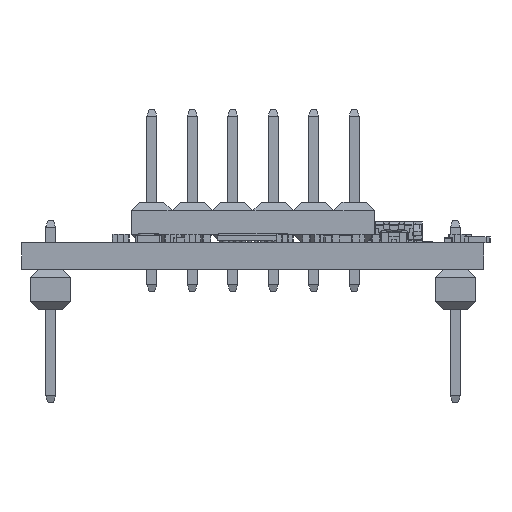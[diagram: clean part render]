
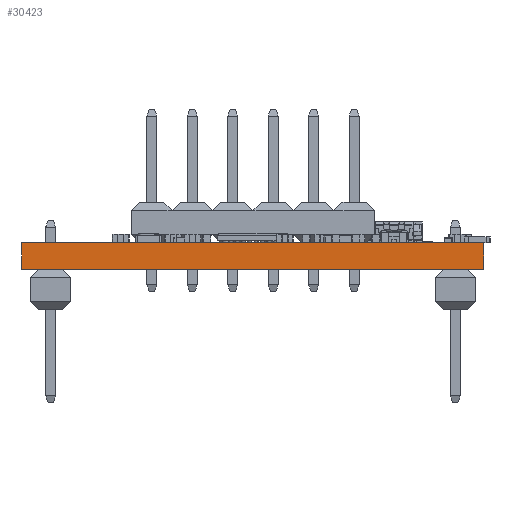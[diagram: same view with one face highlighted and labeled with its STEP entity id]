
A CAD part, front view. The second image highlights one B-rep face of the part: STEP entity #30423.
In plain terms, the highlighted planar face has unit normal (0, -1, 0).
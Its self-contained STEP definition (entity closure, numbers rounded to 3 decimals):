
#1018=PLANE('',#32710);
#2350=FACE_OUTER_BOUND('',#4037,.T.);
#4037=EDGE_LOOP('',(#21275,#21276,#21277,#21278));
#6352=LINE('',#45039,#9459);
#6353=LINE('',#45042,#9460);
#6354=LINE('',#45044,#9461);
#6355=LINE('',#45045,#9462);
#9459=VECTOR('',#36469,10.);
#9460=VECTOR('',#36472,10.);
#9461=VECTOR('',#36473,10.);
#9462=VECTOR('',#36474,10.);
#13876=VERTEX_POINT('',#45035);
#13877=VERTEX_POINT('',#45037);
#13878=VERTEX_POINT('',#45041);
#13879=VERTEX_POINT('',#45043);
#16814=EDGE_CURVE('',#13876,#13877,#6352,.T.);
#16815=EDGE_CURVE('',#13878,#13876,#6353,.T.);
#16816=EDGE_CURVE('',#13879,#13877,#6354,.T.);
#16817=EDGE_CURVE('',#13878,#13879,#6355,.T.);
#21275=ORIENTED_EDGE('',*,*,#16815,.T.);
#21276=ORIENTED_EDGE('',*,*,#16814,.T.);
#21277=ORIENTED_EDGE('',*,*,#16816,.F.);
#21278=ORIENTED_EDGE('',*,*,#16817,.F.);
#30423=ADVANCED_FACE('',(#2350),#1018,.T.);
#32710=AXIS2_PLACEMENT_3D('',#45040,#36470,#36471);
#36469=DIRECTION('',(0.,0.,1.));
#36470=DIRECTION('center_axis',(0.,-1.,0.));
#36471=DIRECTION('ref_axis',(1.,0.,0.));
#36472=DIRECTION('',(1.,0.,0.));
#36473=DIRECTION('',(1.,0.,0.));
#36474=DIRECTION('',(0.,0.,1.));
#45035=CARTESIAN_POINT('',(14.5,-13.,0.));
#45037=CARTESIAN_POINT('',(14.5,-13.,1.641));
#45039=CARTESIAN_POINT('',(14.5,-13.,0.));
#45040=CARTESIAN_POINT('Origin',(-14.5,-13.,0.));
#45041=CARTESIAN_POINT('',(-14.5,-13.,0.));
#45042=CARTESIAN_POINT('',(-14.5,-13.,0.));
#45043=CARTESIAN_POINT('',(-14.5,-13.,1.641));
#45044=CARTESIAN_POINT('',(-14.5,-13.,1.641));
#45045=CARTESIAN_POINT('',(-14.5,-13.,0.));
